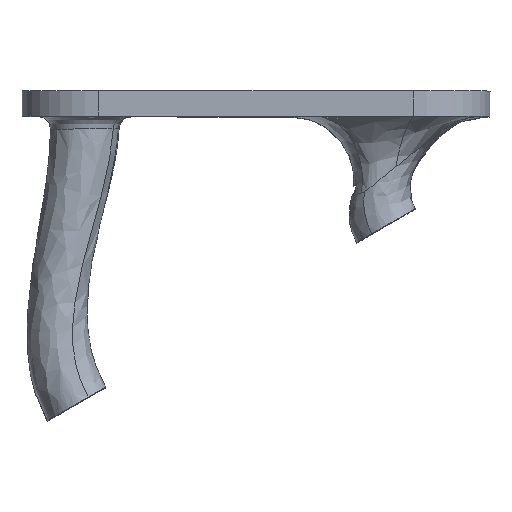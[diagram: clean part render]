
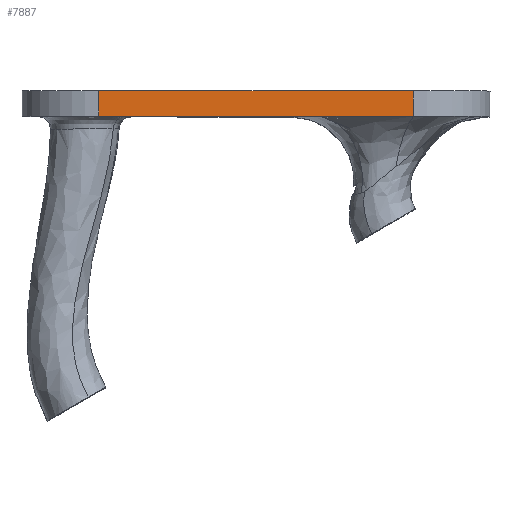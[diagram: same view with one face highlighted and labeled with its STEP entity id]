
A CAD part, top view. The second image highlights one B-rep face of the part: STEP entity #7887.
In plain terms, the highlighted planar face has unit normal (0, 0, 1).
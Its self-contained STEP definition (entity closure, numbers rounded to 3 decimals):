
#164 = DIRECTION ( 'NONE',  ( -1., 0.001, 0. ) ) ;
#462 = EDGE_CURVE ( 'NONE', #8142, #2912, #1359, .T. ) ;
#887 = VECTOR ( 'NONE', #4691, 1000. ) ;
#964 = VECTOR ( 'NONE', #4911, 1000. ) ;
#1278 = VERTEX_POINT ( 'NONE', #6189 ) ;
#1359 = LINE ( 'NONE', #4570, #1533 ) ;
#1390 = CARTESIAN_POINT ( 'NONE',  ( -0.021, -25.974, 44.5 ) ) ;
#1405 = FACE_OUTER_BOUND ( 'NONE', #4849, .T. ) ;
#1416 = ORIENTED_EDGE ( 'NONE', *, *, #462, .T. ) ;
#1527 = EDGE_CURVE ( 'NONE', #4812, #5649, #2608, .T. ) ;
#1533 = VECTOR ( 'NONE', #4488, 1000. ) ;
#2032 = DIRECTION ( 'NONE',  ( 0., 0., 1. ) ) ;
#2172 = VECTOR ( 'NONE', #164, 1000. ) ;
#2477 = ORIENTED_EDGE ( 'NONE', *, *, #1527, .F. ) ;
#2608 = LINE ( 'NONE', #2649, #3384 ) ;
#2649 = CARTESIAN_POINT ( 'NONE',  ( -0.021, -25.974, 44.5 ) ) ;
#2912 = VERTEX_POINT ( 'NONE', #2966 ) ;
#2966 = CARTESIAN_POINT ( 'NONE',  ( 128.84, -24.081, 44.5 ) ) ;
#3254 = CARTESIAN_POINT ( 'NONE',  ( 128.838, -26.081, 44.5 ) ) ;
#3261 = EDGE_CURVE ( 'NONE', #8142, #4812, #5295, .T. ) ;
#3365 = PLANE ( 'NONE',  #6809 ) ;
#3384 = VECTOR ( 'NONE', #7759, 1000. ) ;
#4065 = ORIENTED_EDGE ( 'NONE', *, *, #5848, .F. ) ;
#4171 = CARTESIAN_POINT ( 'NONE',  ( 121.108, -26.074, 44.5 ) ) ;
#4334 = LINE ( 'NONE', #7836, #887 ) ;
#4488 = DIRECTION ( 'NONE',  ( 0.001, 1., 0. ) ) ;
#4570 = CARTESIAN_POINT ( 'NONE',  ( 128.795, -78.906, 44.5 ) ) ;
#4691 = DIRECTION ( 'NONE',  ( 0.001, 1., 0. ) ) ;
#4812 = VERTEX_POINT ( 'NONE', #4171 ) ;
#4849 = EDGE_LOOP ( 'NONE', ( #7913, #1416, #6270, #4065, #2477 ) ) ;
#4911 = DIRECTION ( 'NONE',  ( 1., -0.001, 0. ) ) ;
#5295 = LINE ( 'NONE', #1390, #2172 ) ;
#5565 = CARTESIAN_POINT ( 'NONE',  ( -0.02, -23.974, 44.5 ) ) ;
#5649 = VERTEX_POINT ( 'NONE', #5883 ) ;
#5848 = EDGE_CURVE ( 'NONE', #5649, #1278, #4334, .T. ) ;
#5883 = CARTESIAN_POINT ( 'NONE',  ( 104.143, -26.06, 44.5 ) ) ;
#5894 = CARTESIAN_POINT ( 'NONE',  ( -0.065, -78.8, 44.5 ) ) ;
#6189 = CARTESIAN_POINT ( 'NONE',  ( 104.145, -24.06, 44.5 ) ) ;
#6270 = ORIENTED_EDGE ( 'NONE', *, *, #8223, .F. ) ;
#6809 = AXIS2_PLACEMENT_3D ( 'NONE', #5894, #2032, #7216 ) ;
#7216 = DIRECTION ( 'NONE',  ( 0., -1., 0. ) ) ;
#7759 = DIRECTION ( 'NONE',  ( -1., 0.001, 0. ) ) ;
#7836 = CARTESIAN_POINT ( 'NONE',  ( 104.099, -78.886, 44.5 ) ) ;
#7887 = ADVANCED_FACE ( 'NONE', ( #1405 ), #3365, .T. ) ;
#7913 = ORIENTED_EDGE ( 'NONE', *, *, #3261, .F. ) ;
#8023 = LINE ( 'NONE', #5565, #964 ) ;
#8142 = VERTEX_POINT ( 'NONE', #3254 ) ;
#8223 = EDGE_CURVE ( 'NONE', #1278, #2912, #8023, .T. ) ;
